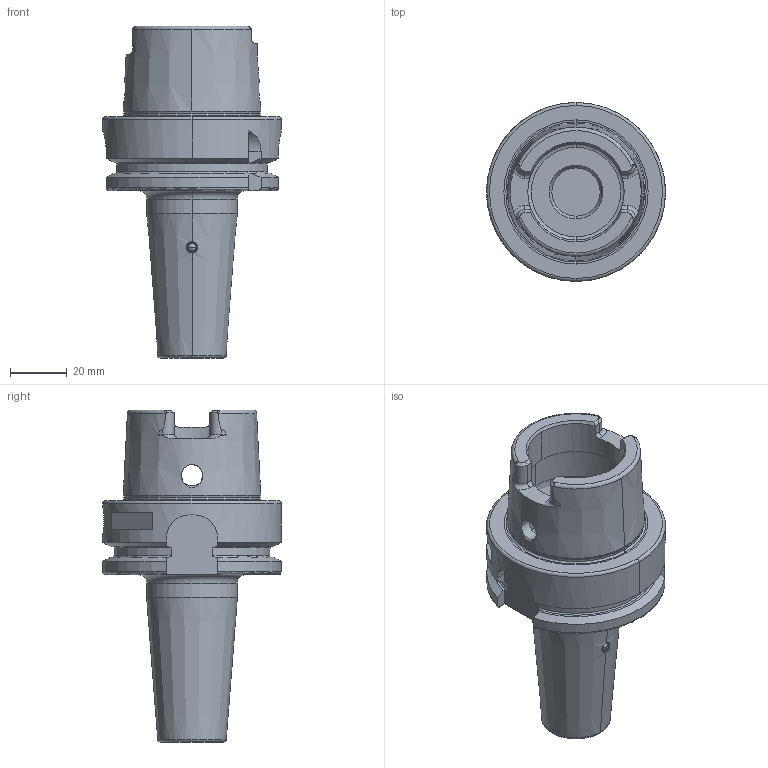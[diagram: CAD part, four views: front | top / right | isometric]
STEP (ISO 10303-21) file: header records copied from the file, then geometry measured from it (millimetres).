
FILE_DESCRIPTION((''),'2;1');
FILE_NAME('A63_70_10_K','2020-08-05T',('103090'),(''),'CREO PARAMETRIC BY PTC INC, 2016260','CREO PARAMETRIC BY PTC INC, 2016260','');
FILE_SCHEMA(('CONFIG_CONTROL_DESIGN'));
Length unit declared in the file: millimetre
Products named in the file (1): A63_70_10_K
Bounding box: 63 x 63 x 117 mm (x, y, z)
Volume: 115547.6 mm3; surface area: 29504.3 mm2
Topology: 3 solids, 9 shells, 319 faces, 764 edges, 455 vertices
Faces by surface type: cone 108, cylinder 85, plane 83, torus 39, sphere 4
Entity records: 10054 total; most frequent: CARTESIAN_POINT 2698, DIRECTION 1585, ORIENTED_EDGE 1500, EDGE_CURVE 750, AXIS2_PLACEMENT_3D 651, VERTEX_POINT 455, EDGE_LOOP 341, CIRCLE 329
